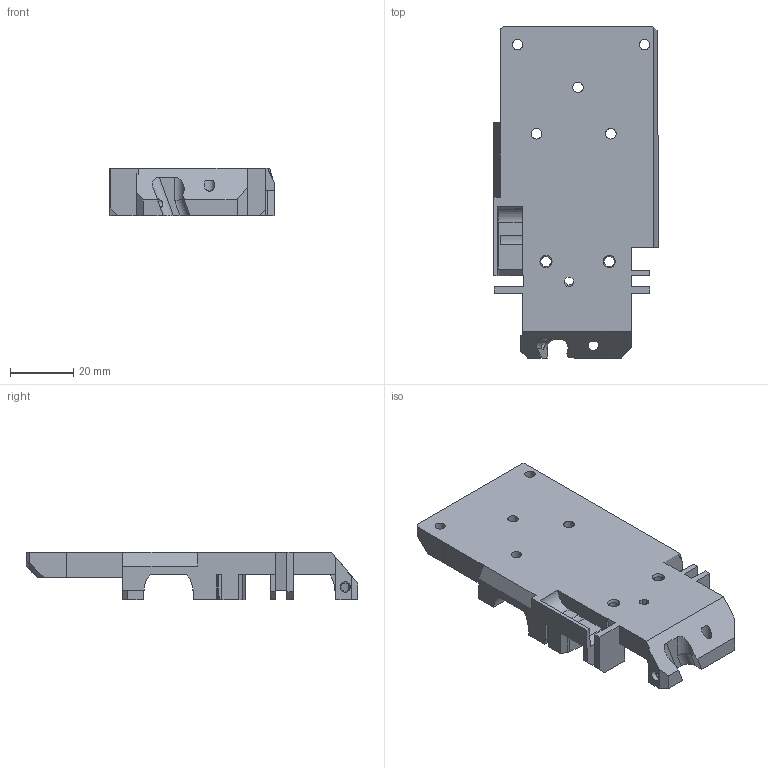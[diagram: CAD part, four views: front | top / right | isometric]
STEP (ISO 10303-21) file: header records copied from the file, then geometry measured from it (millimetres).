
FILE_DESCRIPTION(/* description */ (''),/* implementation_level */ '2;1');
FILE_NAME(/* name */ 'X Carriage Bear No Sensor.step',/* time_stamp */ '2019-11-23T00:36:30+01:00',/* author */ (''),/* organization */ (''),/* preprocessor_version */ 'ST-DEVELOPER v18',/* originating_system */ 'Autodesk Translation Framework v8.12.0.6',/* authorisation */ '');
FILE_SCHEMA (('AUTOMOTIVE_DESIGN { 1 0 10303 214 3 1 1 }'));
Length unit declared in the file: millimetre
Products named in the file (1): X_Carriege_DissEd_S
Bounding box: 52 x 105.1 x 15 mm (x, y, z)
Volume: 40836.8 mm3; surface area: 19404.5 mm2
Topology: 1 solids, 3 shells, 411 faces, 1232 edges, 818 vertices
Faces by surface type: plane 378, cylinder 30, cone 3
Full cylindrical faces by diameter (mm): 2.8 x1, 3.3 x8, 3.4 x4, 6.2 x1
Entity records: 13796 total; most frequent: CARTESIAN_POINT 2498, ORIENTED_EDGE 2464, DIRECTION 2169, EDGE_CURVE 1232, LINE 1113, VECTOR 1113, VERTEX_POINT 818, AXIS2_PLACEMENT_3D 528
